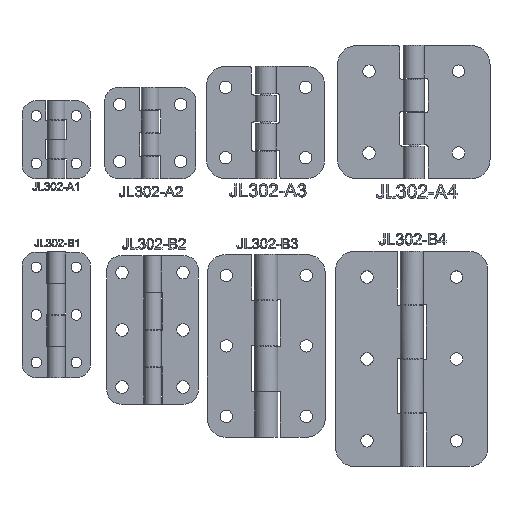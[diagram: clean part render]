
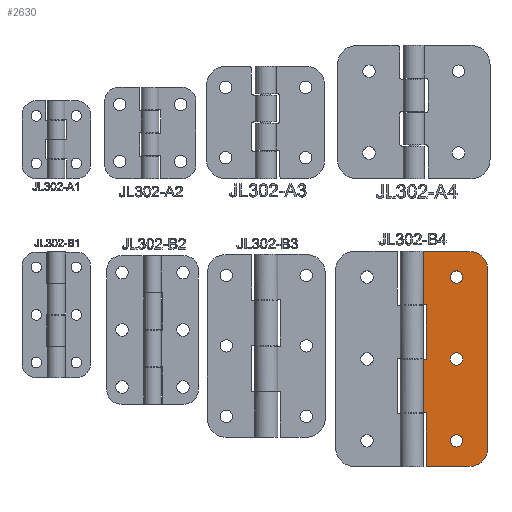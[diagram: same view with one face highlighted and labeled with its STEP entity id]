
A CAD part, top view. The second image highlights one B-rep face of the part: STEP entity #2630.
In plain terms, the highlighted planar face has unit normal (0, 0, 1).
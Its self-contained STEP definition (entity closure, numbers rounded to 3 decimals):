
#182=(
BOUNDED_CURVE()
B_SPLINE_CURVE(1,(#36995,#36996),.UNSPECIFIED.,.F.,.F.)
B_SPLINE_CURVE_WITH_KNOTS((2,2),(28.3,56.4),.UNSPECIFIED.)
CURVE()
GEOMETRIC_REPRESENTATION_ITEM()
RATIONAL_B_SPLINE_CURVE((1.,1.))
REPRESENTATION_ITEM('')
);
#188=(
BOUNDED_CURVE()
B_SPLINE_CURVE(1,(#37089,#37090),.UNSPECIFIED.,.F.,.F.)
B_SPLINE_CURVE_WITH_KNOTS((2,2),(84.9,113.),.UNSPECIFIED.)
CURVE()
GEOMETRIC_REPRESENTATION_ITEM()
RATIONAL_B_SPLINE_CURVE((1.,1.))
REPRESENTATION_ITEM('')
);
#632=TRIMMED_CURVE($,#1096,(#37032),(#37033),.T.,.CARTESIAN.);
#634=TRIMMED_CURVE($,#1098,(#37040),(#37041),.T.,.CARTESIAN.);
#636=TRIMMED_CURVE($,#1100,(#37048),(#37049),.T.,.CARTESIAN.);
#638=TRIMMED_CURVE($,#1102,(#37060),(#37061),.T.,.CARTESIAN.);
#640=TRIMMED_CURVE($,#1104,(#37066),(#37067),.T.,.CARTESIAN.);
#645=TRIMMED_CURVE($,#1109,(#37160),(#37161),.T.,.CARTESIAN.);
#647=TRIMMED_CURVE($,#1111,(#37168),(#37169),.T.,.CARTESIAN.);
#649=TRIMMED_CURVE($,#1113,(#37176),(#37177),.T.,.CARTESIAN.);
#1096=CIRCLE('',#18568,3.25);
#1098=CIRCLE('',#18570,3.25);
#1100=CIRCLE('',#18572,3.25);
#1102=CIRCLE('',#18574,10.);
#1104=CIRCLE('',#18576,10.);
#1109=CIRCLE('',#18581,3.25);
#1111=CIRCLE('',#18583,3.25);
#1113=CIRCLE('',#18585,3.25);
#1444=FACE_BOUND('',#4831,.T.);
#1445=FACE_BOUND('',#4832,.T.);
#1446=FACE_BOUND('',#4833,.T.);
#2630=ADVANCED_FACE('',(#3674,#1444,#1445,#1446),#17073,.T.);
#3674=FACE_OUTER_BOUND('',#4830,.T.);
#4830=EDGE_LOOP('',(#9829,#9830,#9831,#9832,#9833,#9834,#9835,#9836,#9837,
#9838,#9839,#9840));
#4831=EDGE_LOOP('',(#9841,#9842));
#4832=EDGE_LOOP('',(#9843,#9844));
#4833=EDGE_LOOP('',(#9845,#9846));
#9829=ORIENTED_EDGE('',*,*,#12572,.T.);
#9830=ORIENTED_EDGE('',*,*,#12601,.T.);
#9831=ORIENTED_EDGE('',*,*,#12604,.T.);
#9832=ORIENTED_EDGE('',*,*,#12557,.F.);
#9833=ORIENTED_EDGE('',*,*,#12569,.T.);
#9834=ORIENTED_EDGE('',*,*,#12600,.T.);
#9835=ORIENTED_EDGE('',*,*,#12560,.T.);
#9836=ORIENTED_EDGE('',*,*,#12585,.T.);
#9837=ORIENTED_EDGE('',*,*,#12561,.T.);
#9838=ORIENTED_EDGE('',*,*,#12587,.T.);
#9839=ORIENTED_EDGE('',*,*,#12562,.F.);
#9840=ORIENTED_EDGE('',*,*,#12598,.F.);
#9841=ORIENTED_EDGE('',*,*,#12574,.T.);
#9842=ORIENTED_EDGE('',*,*,#12615,.T.);
#9843=ORIENTED_EDGE('',*,*,#12577,.T.);
#9844=ORIENTED_EDGE('',*,*,#12618,.T.);
#9845=ORIENTED_EDGE('',*,*,#12580,.T.);
#9846=ORIENTED_EDGE('',*,*,#12621,.T.);
#12557=EDGE_CURVE('',#16390,#16391,#182,.T.);
#12560=EDGE_CURVE('',#16396,#16381,#14663,.T.);
#12561=EDGE_CURVE('',#16383,#16382,#14664,.T.);
#12562=EDGE_CURVE('',#16371,#16384,#14665,.T.);
#12569=EDGE_CURVE('',#16390,#16395,#14672,.T.);
#12572=EDGE_CURVE('',#16394,#16398,#14673,.T.);
#12574=EDGE_CURVE('',#16375,#16410,#632,.T.);
#12577=EDGE_CURVE('',#16377,#16412,#634,.T.);
#12580=EDGE_CURVE('',#16379,#16414,#636,.T.);
#12585=EDGE_CURVE('',#16381,#16383,#638,.T.);
#12587=EDGE_CURVE('',#16382,#16384,#640,.T.);
#12598=EDGE_CURVE('',#16394,#16371,#188,.T.);
#12600=EDGE_CURVE('',#16395,#16396,#14686,.T.);
#12601=EDGE_CURVE('',#16398,#16397,#14687,.T.);
#12604=EDGE_CURVE('',#16397,#16391,#14689,.T.);
#12615=EDGE_CURVE('',#16410,#16375,#645,.T.);
#12618=EDGE_CURVE('',#16412,#16377,#647,.T.);
#12621=EDGE_CURVE('',#16414,#16379,#649,.T.);
#14663=B_SPLINE_CURVE_WITH_KNOTS('',1,(#37002,#37003),.UNSPECIFIED.,.F.,
 .F.,(2,2),(50.5,73.),.UNSPECIFIED.);
#14664=B_SPLINE_CURVE_WITH_KNOTS('',1,(#37004,#37005),.UNSPECIFIED.,.F.,
 .F.,(2,2),(10.,103.),.UNSPECIFIED.);
#14665=B_SPLINE_CURVE_WITH_KNOTS('',1,(#37006,#37007),.UNSPECIFIED.,.F.,
 .F.,(2,2),(43.,73.),.UNSPECIFIED.);
#14672=B_SPLINE_CURVE_WITH_KNOTS('',1,(#37020,#37021),.UNSPECIFIED.,.F.,
 .F.,(2,2),(-68.3,-60.8),.UNSPECIFIED.);
#14673=B_SPLINE_CURVE_WITH_KNOTS('',1,(#37027,#37028),.UNSPECIFIED.,.F.,
 .F.,(2,2),(-152.1,-144.6),.UNSPECIFIED.);
#14686=B_SPLINE_CURVE_WITH_KNOTS('',1,(#37093,#37094),.UNSPECIFIED.,.F.,
 .F.,(2,2),(-60.8,0.),.UNSPECIFIED.);
#14687=B_SPLINE_CURVE_WITH_KNOTS('',1,(#37095,#37096),.UNSPECIFIED.,.F.,
 .F.,(2,2),(-144.6,-116.1),.UNSPECIFIED.);
#14689=B_SPLINE_CURVE_WITH_KNOTS('',1,(#37101,#37102),.UNSPECIFIED.,.F.,
 .F.,(2,2),(-116.1,-108.6),.UNSPECIFIED.);
#16371=VERTEX_POINT('',#36951);
#16375=VERTEX_POINT('',#36955);
#16377=VERTEX_POINT('',#36957);
#16379=VERTEX_POINT('',#36959);
#16381=VERTEX_POINT('',#36961);
#16382=VERTEX_POINT('',#36962);
#16383=VERTEX_POINT('',#36963);
#16384=VERTEX_POINT('',#36964);
#16390=VERTEX_POINT('',#36970);
#16391=VERTEX_POINT('',#36971);
#16394=VERTEX_POINT('',#36974);
#16395=VERTEX_POINT('',#36975);
#16396=VERTEX_POINT('',#36976);
#16397=VERTEX_POINT('',#36977);
#16398=VERTEX_POINT('',#36978);
#16410=VERTEX_POINT('',#36990);
#16412=VERTEX_POINT('',#36992);
#16414=VERTEX_POINT('',#36994);
#17073=PLANE('',#18546);
#18546=AXIS2_PLACEMENT_3D('',#36931,#20266,$);
#18568=AXIS2_PLACEMENT_3D($,#37031,#20290,#20291);
#18570=AXIS2_PLACEMENT_3D($,#37039,#20294,#20295);
#18572=AXIS2_PLACEMENT_3D($,#37047,#20298,#20299);
#18574=AXIS2_PLACEMENT_3D($,#37059,#20302,#20303);
#18576=AXIS2_PLACEMENT_3D($,#37065,#20306,#20307);
#18581=AXIS2_PLACEMENT_3D($,#37159,#20316,#20317);
#18583=AXIS2_PLACEMENT_3D($,#37167,#20320,#20321);
#18585=AXIS2_PLACEMENT_3D($,#37175,#20324,#20325);
#20266=DIRECTION('',(0.,0.,1.));
#20290=DIRECTION('',(0.,0.,-1.));
#20291=DIRECTION('',(-1.,0.,0.));
#20294=DIRECTION('',(0.,0.,-1.));
#20295=DIRECTION('',(-1.,0.,0.));
#20298=DIRECTION('',(0.,0.,-1.));
#20299=DIRECTION('',(-1.,0.,0.));
#20302=DIRECTION('',(0.,0.,1.));
#20303=DIRECTION('',(0.,-1.,0.));
#20306=DIRECTION('',(0.,0.,1.));
#20307=DIRECTION('',(1.,0.,0.));
#20316=DIRECTION('',(0.,0.,-1.));
#20317=DIRECTION('',(1.,0.,0.));
#20320=DIRECTION('',(0.,0.,-1.));
#20321=DIRECTION('',(1.,0.,0.));
#20324=DIRECTION('',(0.,0.,-1.));
#20325=DIRECTION('',(1.,0.,0.));
#36931=CARTESIAN_POINT('',(188.885,-126.064,-6.972));
#36951=CARTESIAN_POINT('',(188.885,-13.064,-6.972));
#36955=CARTESIAN_POINT('',(209.135,-26.564,-6.972));
#36957=CARTESIAN_POINT('',(209.135,-69.564,-6.972));
#36959=CARTESIAN_POINT('',(209.135,-112.564,-6.972));
#36961=CARTESIAN_POINT('',(218.885,-126.064,-6.972));
#36962=CARTESIAN_POINT('',(228.885,-23.064,-6.972));
#36963=CARTESIAN_POINT('',(228.885,-116.064,-6.972));
#36964=CARTESIAN_POINT('',(218.885,-13.064,-6.972));
#36970=CARTESIAN_POINT('',(188.885,-97.764,-6.972));
#36971=CARTESIAN_POINT('',(188.885,-69.664,-6.972));
#36974=CARTESIAN_POINT('',(188.885,-41.164,-6.972));
#36975=CARTESIAN_POINT('',(196.385,-97.764,-6.972));
#36976=CARTESIAN_POINT('',(196.385,-126.064,-6.972));
#36977=CARTESIAN_POINT('',(196.385,-69.664,-6.972));
#36978=CARTESIAN_POINT('',(196.385,-41.164,-6.972));
#36990=CARTESIAN_POINT('',(215.635,-26.564,-6.972));
#36992=CARTESIAN_POINT('',(215.635,-69.564,-6.972));
#36994=CARTESIAN_POINT('',(215.635,-112.564,-6.972));
#36995=CARTESIAN_POINT('',(188.885,-97.764,-6.972));
#36996=CARTESIAN_POINT('',(188.885,-69.664,-6.972));
#37002=CARTESIAN_POINT('',(196.385,-126.064,-6.972));
#37003=CARTESIAN_POINT('',(218.885,-126.064,-6.972));
#37004=CARTESIAN_POINT('',(228.885,-116.064,-6.972));
#37005=CARTESIAN_POINT('',(228.885,-23.064,-6.972));
#37006=CARTESIAN_POINT('',(188.885,-13.064,-6.972));
#37007=CARTESIAN_POINT('',(218.885,-13.064,-6.972));
#37020=CARTESIAN_POINT('',(188.885,-97.764,-6.972));
#37021=CARTESIAN_POINT('',(196.385,-97.764,-6.972));
#37027=CARTESIAN_POINT('',(188.885,-41.164,-6.972));
#37028=CARTESIAN_POINT('',(196.385,-41.164,-6.972));
#37031=CARTESIAN_POINT('',(212.385,-26.564,-6.972));
#37032=CARTESIAN_POINT('',(209.135,-26.564,-6.972));
#37033=CARTESIAN_POINT('',(215.635,-26.564,-6.972));
#37039=CARTESIAN_POINT('',(212.385,-69.564,-6.972));
#37040=CARTESIAN_POINT('',(209.135,-69.564,-6.972));
#37041=CARTESIAN_POINT('',(215.635,-69.564,-6.972));
#37047=CARTESIAN_POINT('',(212.385,-112.564,-6.972));
#37048=CARTESIAN_POINT('',(209.135,-112.564,-6.972));
#37049=CARTESIAN_POINT('',(215.635,-112.564,-6.972));
#37059=CARTESIAN_POINT('',(218.885,-116.064,-6.972));
#37060=CARTESIAN_POINT('',(218.885,-126.064,-6.972));
#37061=CARTESIAN_POINT('',(228.885,-116.064,-6.972));
#37065=CARTESIAN_POINT('',(218.885,-23.064,-6.972));
#37066=CARTESIAN_POINT('',(228.885,-23.064,-6.972));
#37067=CARTESIAN_POINT('',(218.885,-13.064,-6.972));
#37089=CARTESIAN_POINT('',(188.885,-41.164,-6.972));
#37090=CARTESIAN_POINT('',(188.885,-13.064,-6.972));
#37093=CARTESIAN_POINT('',(196.385,-97.764,-6.972));
#37094=CARTESIAN_POINT('',(196.385,-126.064,-6.972));
#37095=CARTESIAN_POINT('',(196.385,-41.164,-6.972));
#37096=CARTESIAN_POINT('',(196.385,-69.664,-6.972));
#37101=CARTESIAN_POINT('',(196.385,-69.664,-6.972));
#37102=CARTESIAN_POINT('',(188.885,-69.664,-6.972));
#37159=CARTESIAN_POINT('',(212.385,-26.564,-6.972));
#37160=CARTESIAN_POINT('',(215.635,-26.564,-6.972));
#37161=CARTESIAN_POINT('',(209.135,-26.564,-6.972));
#37167=CARTESIAN_POINT('',(212.385,-69.564,-6.972));
#37168=CARTESIAN_POINT('',(215.635,-69.564,-6.972));
#37169=CARTESIAN_POINT('',(209.135,-69.564,-6.972));
#37175=CARTESIAN_POINT('',(212.385,-112.564,-6.972));
#37176=CARTESIAN_POINT('',(215.635,-112.564,-6.972));
#37177=CARTESIAN_POINT('',(209.135,-112.564,-6.972));
